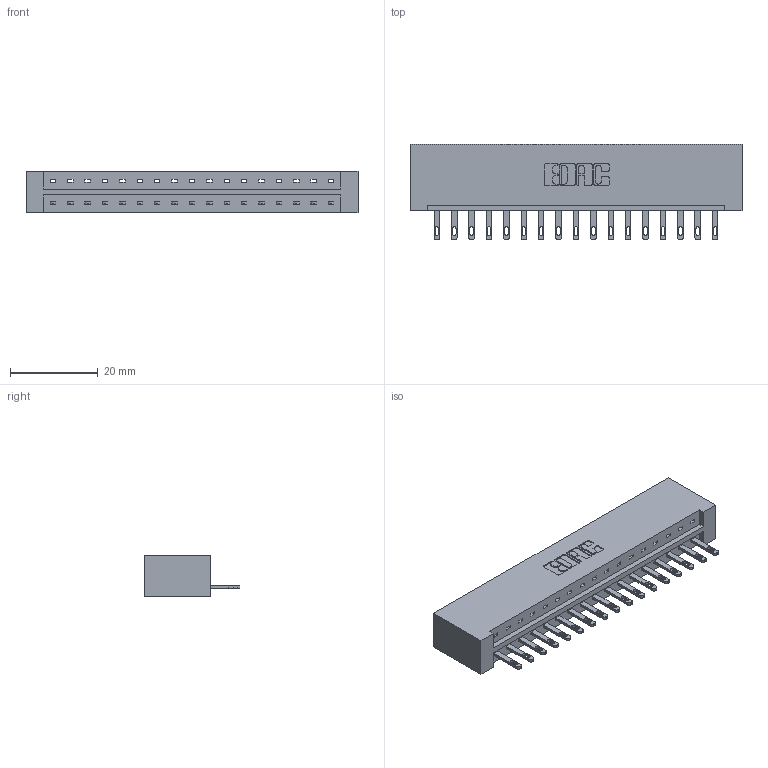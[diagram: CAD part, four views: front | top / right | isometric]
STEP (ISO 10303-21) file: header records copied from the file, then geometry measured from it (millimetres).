
FILE_DESCRIPTION (( 'STEP AP203' ), '1' );
FILE_NAME ('333-017-500-101.STEP', '2019-08-09T11:38:29', ( '' ), ( '' ), 'SwSTEP 2.0', 'SolidWorks 2016', '' );
FILE_SCHEMA (( 'CONFIG_CONTROL_DESIGN' ));
Length unit declared in the file: inch
Products named in the file (3): 333 Part_Lugless; 345-292-001_345-293-100; 333-017-500-101
Assembly tree (18 placements, depth 2):
  333-017-500-101
    333 Part_Lugless
    345-292-001_345-293-100  x17
Bounding box: 75.62 x 21.85 x 9.4 mm (x, y, z)
Volume: 8017.4 mm3; surface area: 8508.8 mm2
Topology: 18 solids, 18 shells, 1024 faces, 3143 edges, 2094 vertices
Faces by surface type: plane 678, cylinder 346
Entity records: 13279 total; most frequent: CARTESIAN_POINT 2301, ORIENTED_EDGE 2254, DIRECTION 1985, EDGE_CURVE 1127, VECTOR 1003, LINE 1003, VERTEX_POINT 750, AXIS2_PLACEMENT_3D 491
